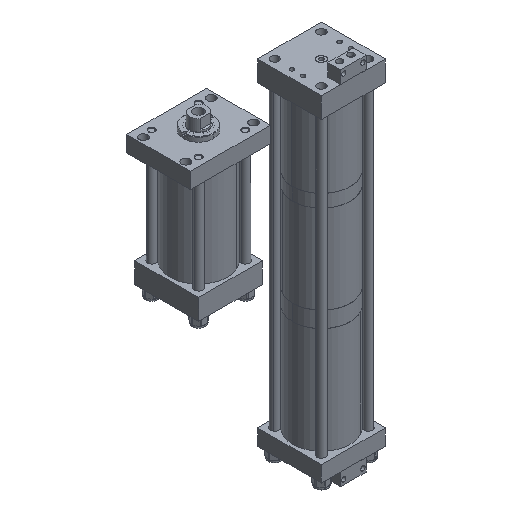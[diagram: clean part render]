
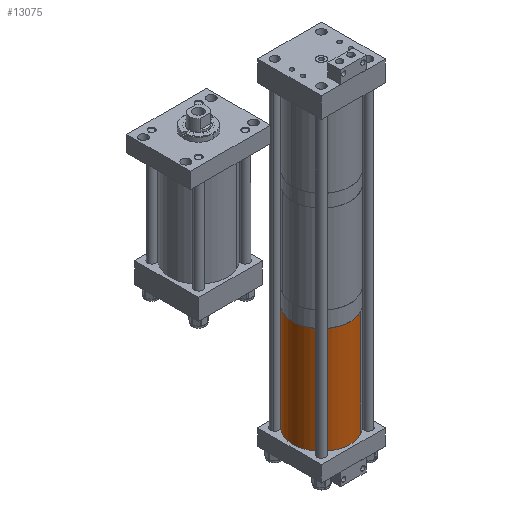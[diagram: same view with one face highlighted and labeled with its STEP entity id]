
A CAD part, isometric view. The second image highlights one B-rep face of the part: STEP entity #13075.
In plain terms, the highlighted cylindrical face has radius 57.15 mm (diameter 114.3 mm), a partial arc.
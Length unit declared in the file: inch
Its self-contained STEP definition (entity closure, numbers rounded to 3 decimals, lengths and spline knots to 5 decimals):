
#80 = LINE ( 'NONE', #7701, #9442 ) ;
#432 = ORIENTED_EDGE ( 'NONE', *, *, #13020, .T. ) ;
#471 = AXIS2_PLACEMENT_3D ( 'NONE', #11843, #4217, #12938 ) ;
#1603 = FACE_OUTER_BOUND ( 'NONE', #12208, .T. ) ;
#1651 = VECTOR ( 'NONE', #11812, 39.37008 ) ;
#1814 = VERTEX_POINT ( 'NONE', #2919 ) ;
#2409 = CARTESIAN_POINT ( 'NONE',  ( 0., 0., 8.32 ) ) ;
#2474 = AXIS2_PLACEMENT_3D ( 'NONE', #2409, #6665, #6763 ) ;
#2884 = CARTESIAN_POINT ( 'NONE',  ( -2.25, 0., 0. ) ) ;
#2919 = CARTESIAN_POINT ( 'NONE',  ( -2.25, 0., 8.32 ) ) ;
#3151 = CIRCLE ( 'NONE', #471, 2.25 ) ;
#3661 = CYLINDRICAL_SURFACE ( 'NONE', #2474, 2.25 ) ;
#3708 = LINE ( 'NONE', #5076, #1651 ) ;
#3977 = DIRECTION ( 'NONE',  ( 0., 0., 1. ) ) ;
#4217 = DIRECTION ( 'NONE',  ( 0., 0., 1. ) ) ;
#4945 = CARTESIAN_POINT ( 'NONE',  ( 2.25, 0., 8.32 ) ) ;
#5076 = CARTESIAN_POINT ( 'NONE',  ( -2.25, 0., 8.32 ) ) ;
#5658 = DIRECTION ( 'NONE',  ( 0., 0., -1. ) ) ;
#6062 = CARTESIAN_POINT ( 'NONE',  ( 0., 0., 0. ) ) ;
#6353 = VERTEX_POINT ( 'NONE', #2884 ) ;
#6665 = DIRECTION ( 'NONE',  ( 0., 0., -1. ) ) ;
#6763 = DIRECTION ( 'NONE',  ( -1., 0., 0. ) ) ;
#7358 = AXIS2_PLACEMENT_3D ( 'NONE', #6062, #3977, #11586 ) ;
#7701 = CARTESIAN_POINT ( 'NONE',  ( 2.25, 0., 8.32 ) ) ;
#8433 = ORIENTED_EDGE ( 'NONE', *, *, #12994, .F. ) ;
#9428 = VERTEX_POINT ( 'NONE', #10314 ) ;
#9442 = VECTOR ( 'NONE', #5658, 39.37008 ) ;
#10314 = CARTESIAN_POINT ( 'NONE',  ( 2.25, 0., 0. ) ) ;
#10625 = VERTEX_POINT ( 'NONE', #4945 ) ;
#11003 = ORIENTED_EDGE ( 'NONE', *, *, #12270, .T. ) ;
#11039 = ORIENTED_EDGE ( 'NONE', *, *, #11070, .F. ) ;
#11070 = EDGE_CURVE ( 'NONE', #1814, #6353, #3708, .T. ) ;
#11586 = DIRECTION ( 'NONE',  ( 1., 0., 0. ) ) ;
#11812 = DIRECTION ( 'NONE',  ( 0., 0., -1. ) ) ;
#11843 = CARTESIAN_POINT ( 'NONE',  ( 0., 0., 8.32 ) ) ;
#12020 = CIRCLE ( 'NONE', #7358, 2.25 ) ;
#12208 = EDGE_LOOP ( 'NONE', ( #8433, #432, #11003, #11039 ) ) ;
#12270 = EDGE_CURVE ( 'NONE', #9428, #6353, #12020, .T. ) ;
#12938 = DIRECTION ( 'NONE',  ( 1., 0., 0. ) ) ;
#12994 = EDGE_CURVE ( 'NONE', #10625, #1814, #3151, .T. ) ;
#13020 = EDGE_CURVE ( 'NONE', #10625, #9428, #80, .T. ) ;
#13075 = ADVANCED_FACE ( 'NONE', ( #1603 ), #3661, .T. ) ;
